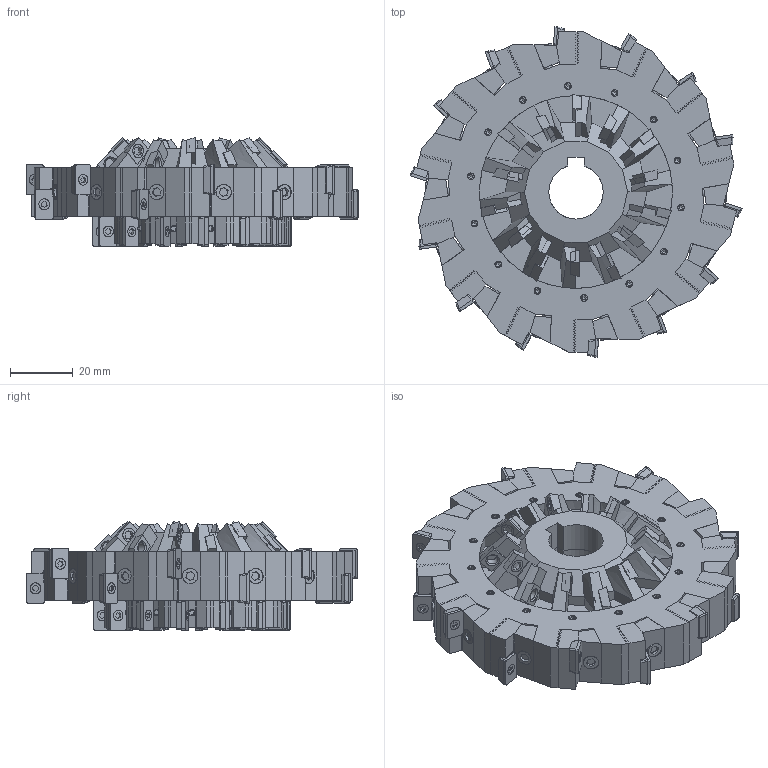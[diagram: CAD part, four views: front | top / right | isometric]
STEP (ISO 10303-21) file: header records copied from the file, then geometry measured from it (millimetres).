
FILE_DESCRIPTION(('FreeCAD Model'),'2;1');
FILE_NAME('Open CASCADE Shape Model','2025-04-17T13:04:58',('FreeCAD'),( 'FreeCAD'),'Open CASCADE STEP processor 7.6','FreeCAD','Unknown');
FILE_SCHEMA(('AUTOMOTIVE_DESIGN { 1 0 10303 214 1 1 1 1 }'));
Products named in the file (1): Open CASCADE STEP translator 7.6 1
Bounding box: 105.84 x 105.5 x 34.63 mm (x, y, z)
Volume: 144356.1 mm3; surface area: 83936.3 mm2
Topology: 178 solids, 178 shells, 3884 faces, 10832 edges, 8130 vertices
Faces by surface type: bspline 3884
Entity records: 119706 total; most frequent: CARTESIAN_POINT 56357, ORIENTED_EDGE 20112, EDGE_CURVE 10056, B_SPLINE_CURVE_WITH_KNOTS 9102, VERTEX_POINT 6706, FACE_BOUND 4264, EDGE_LOOP 4264, ADVANCED_FACE 3884
